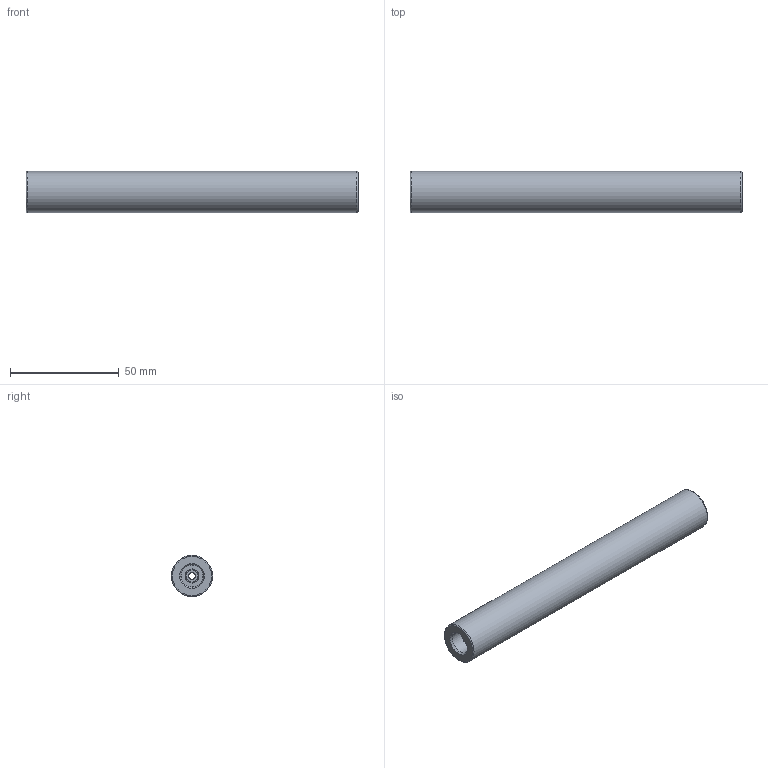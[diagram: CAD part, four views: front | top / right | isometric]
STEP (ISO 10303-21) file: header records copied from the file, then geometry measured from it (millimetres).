
FILE_DESCRIPTION(/* description */ (''),/* implementation_level */ '2;1');
FILE_NAME(/* name */ 'S075-MX08-0600.stp',/* time_stamp */ '2019-10-18T13:22:49-05:00',/* author */ ('ldfli'),/* organization */ (''),/* preprocessor_version */ 'ST-DEVELOPER v18',/* originating_system */ 'Autodesk Inventor LT',/* authorisation */ '');
FILE_SCHEMA (('AUTOMOTIVE_DESIGN { 1 0 10303 214 3 1 1 }'));
Length unit declared in the file: millimetre
Products named in the file (1): S075-MX08-0600
Bounding box: 152.4 x 19.05 x 19.05 mm (x, y, z)
Volume: 34909.8 mm3; surface area: 18632.7 mm2
Topology: 3 solids, 3 shells, 45 faces, 120 edges, 88 vertices
Faces by surface type: plane 25, cylinder 10, cone 7, torus 3
Full cylindrical faces by diameter (mm): 3 x1, 8 x1, 8.5 x1, 10 x1, 10.2 x1, 12 x2, 13 x2, 19.05 x1
Entity records: 1524 total; most frequent: DIRECTION 279, CARTESIAN_POINT 254, ORIENTED_EDGE 240, EDGE_CURVE 120, AXIS2_PLACEMENT_3D 113, VERTEX_POINT 88, CIRCLE 67, EDGE_LOOP 58
